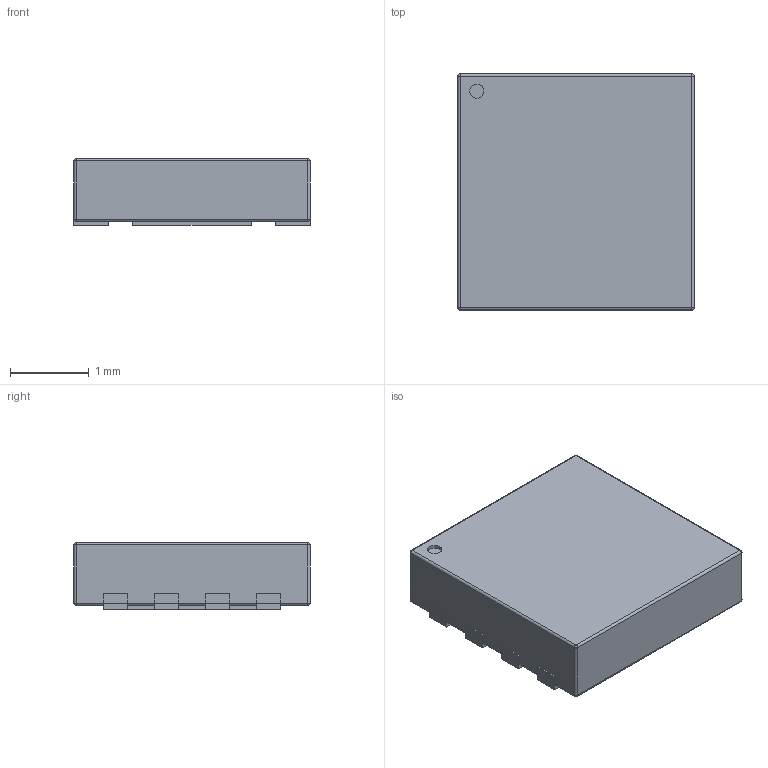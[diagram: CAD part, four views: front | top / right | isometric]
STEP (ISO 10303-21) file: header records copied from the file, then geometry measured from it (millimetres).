
FILE_DESCRIPTION(('FreeCAD Model'),'2;1');
FILE_NAME('DFN-3030-8.step', '2016-06-16T10:55:06',('Author'),(''), 'Open CASCADE STEP processor 6.8','FreeCAD','Unknown');
FILE_SCHEMA(('AUTOMOTIVE_DESIGN_CC2 { 1 2 10303 214 -1 1 5 4 }'));
Length unit declared in the file: inch
Products named in the file (3): ASSEMBLY; pads; body
Assembly tree (2 placements, depth 2):
  ASSEMBLY
    pads
    body
Bounding box: 3.02 x 3 x 0.85 mm (x, y, z)
Surface area: 38.7 mm2
Topology: 10 solids, 10 shells, 82 faces, 167 edges, 98 vertices
Faces by surface type: plane 61, cylinder 13, sphere 8
Full cylindrical faces by diameter (mm): 0.18 x1
Entity records: 4391 total; most frequent: CARTESIAN_POINT 698, DIRECTION 640, LINE 417, VECTOR 417, ORIENTED_EDGE 318, PCURVE 318, DEFINITIONAL_REPRESENTATION 318, EDGE_CURVE 159
